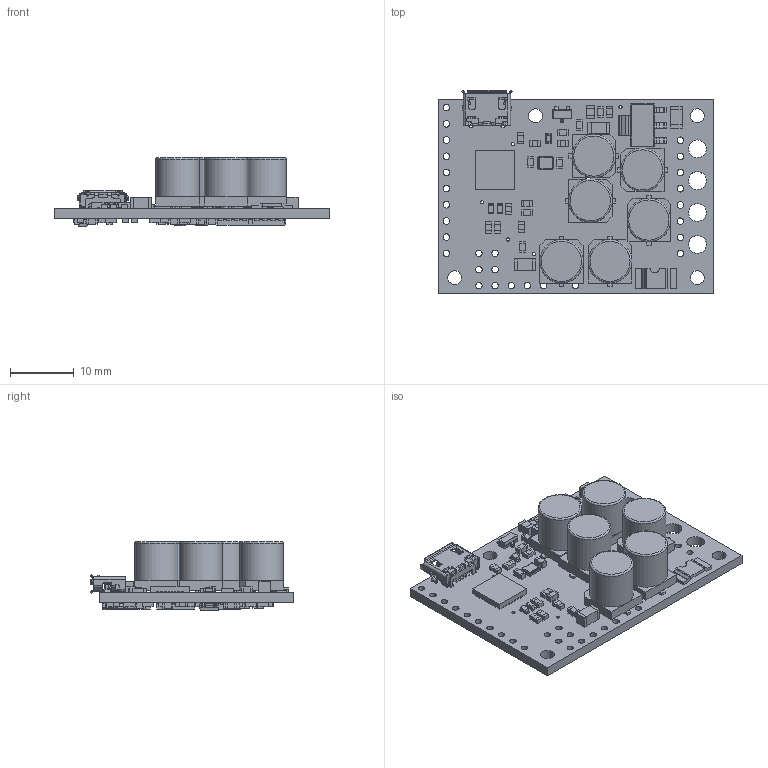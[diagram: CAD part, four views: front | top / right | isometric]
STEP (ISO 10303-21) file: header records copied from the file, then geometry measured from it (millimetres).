
FILE_DESCRIPTION (( 'STEP AP214' ), '1' );
FILE_NAME ('umc04a01_jrk_g2.step', '2018-01-19T22:36:33', ( '' ), ( '' ), 'SwSTEP 2.0', 'SolidWorks 2016', '' );
FILE_SCHEMA (( 'AUTOMOTIVE_DESIGN' ));
Length unit declared in the file: millimetre
Products named in the file (1): umc04a01_jrk_g2
Bounding box: 43.18 x 31.95 x 10.77 mm (x, y, z)
Volume: 4118.9 mm3; surface area: 5681.1 mm2
Topology: 1 solids, 1 shells, 2716 faces, 7692 edges, 4982 vertices
Faces by surface type: plane 2103, cylinder 432, bspline 153, torus 18, cone 6, sphere 4
Full cylindrical faces by diameter (mm): 0.25 x1, 0.508 x8, 1.016 x30, 2.184 x4, 2.794 x4, 6.8 x6
Entity records: 122333 total; most frequent: CARTESIAN_POINT 22619, ORIENTED_EDGE 15258, DIRECTION 13073, EDGE_CURVE 7629, VECTOR 6261, LINE 6261, VERTEX_POINT 4982, AXIS2_PLACEMENT_3D 3406
